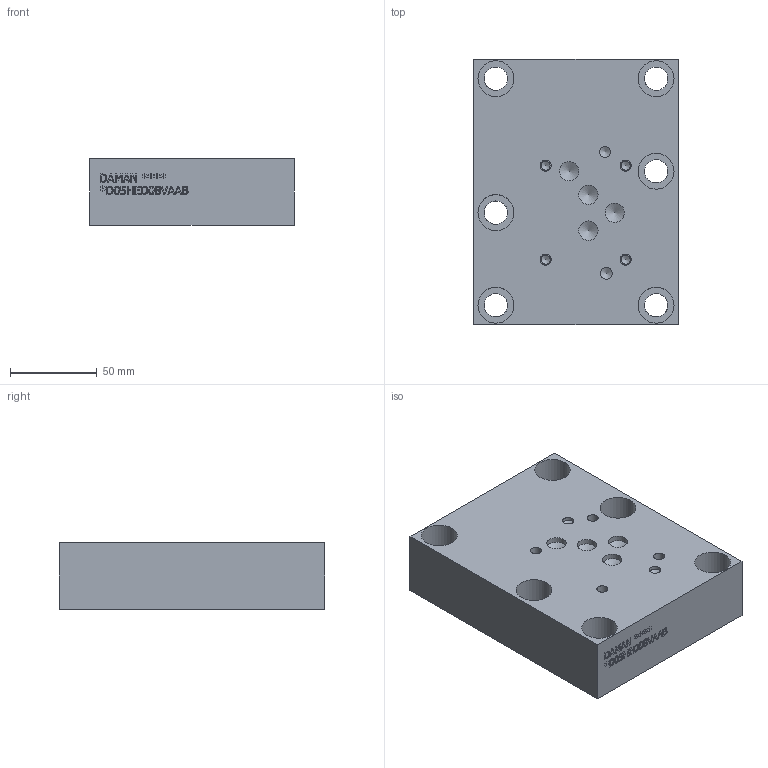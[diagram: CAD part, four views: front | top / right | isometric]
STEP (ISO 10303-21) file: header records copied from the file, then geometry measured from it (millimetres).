
FILE_DESCRIPTION(/* description */ (''),/* implementation_level */ '2;1');
FILE_NAME(/* name */ '_D05HED08VAAB.stp',/* time_stamp */ '2021-12-29T13:37:23-05:00',/* author */ ('jrf'),/* organization */ (''),/* preprocessor_version */ 'ST-DEVELOPER v18.1',/* originating_system */ 'Autodesk Inventor 2022',/* authorisation */ '');
FILE_SCHEMA (('AUTOMOTIVE_DESIGN { 1 0 10303 214 3 1 1 }'));
Length unit declared in the file: millimetre
Products named in the file (1): Part_AD05HED08VAAB.C01692R5_3D
Bounding box: 117.47 x 152.4 x 38.1 mm (x, y, z)
Volume: 599536.5 mm3; surface area: 72253 mm2
Topology: 1 solids, 1 shells, 444 faces, 1158 edges, 766 vertices
Faces by surface type: plane 280, bspline 94, cylinder 46, cone 24
Full cylindrical faces by diameter (mm): 5.105 x4, 6.35 x7, 6.731 x1, 11.113 x1, 11.125 x4, 13.487 x6, 17.475 x1, 20.625 x6, 23.012 x4, 25.4 x2, 33.35 x4
Entity records: 14391 total; most frequent: CARTESIAN_POINT 3697, ORIENTED_EDGE 2280, DIRECTION 1746, EDGE_CURVE 1140, LINE 848, VECTOR 848, VERTEX_POINT 766, EDGE_LOOP 524
